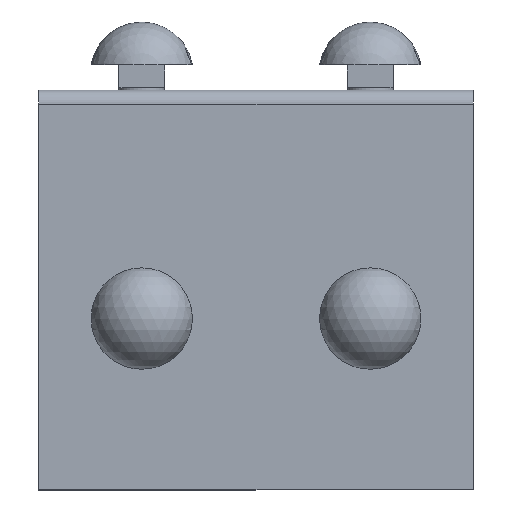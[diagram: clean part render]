
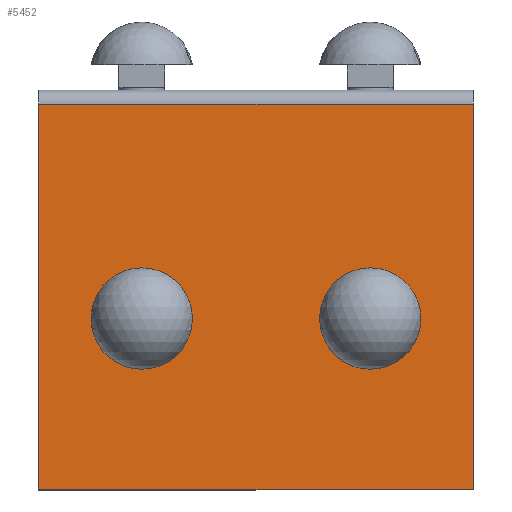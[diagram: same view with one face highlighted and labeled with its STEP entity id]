
A CAD part, top view. The second image highlights one B-rep face of the part: STEP entity #5452.
In plain terms, the highlighted face is planar.
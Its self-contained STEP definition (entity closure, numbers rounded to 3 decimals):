
#4785=CARTESIAN_POINT('',(40.001,0.,-15.75));
#4786=VERTEX_POINT('',#4785);
#4795=CARTESIAN_POINT('',(40.001,0.,-24.25));
#4796=VERTEX_POINT('',#4795);
#4797=CARTESIAN_POINT('',(40.001,0.,-20.));
#4798=DIRECTION('',(0.0,-1.0,0.0));
#4799=DIRECTION('',(0.0,0.0,1.0));
#4800=AXIS2_PLACEMENT_3D('',#4797,#4798,#4799);
#4801=CIRCLE('',#4800,4.25);
#4802=EDGE_CURVE('',#4796,#4786,#4801,.T.);
#4921=CARTESIAN_POINT('',(2.5,0.,-78.));
#4922=VERTEX_POINT('',#4921);
#4930=CARTESIAN_POINT('',(70.,0.,-78.0));
#4931=VERTEX_POINT('',#4930);
#4932=CARTESIAN_POINT('',(2.5,0.,-78.));
#4933=DIRECTION('',(1.0,0.0,0.0));
#4934=VECTOR('',#4933,67.5);
#4935=LINE('',#4932,#4934);
#4936=EDGE_CURVE('',#4922,#4931,#4935,.T.);
#5101=CARTESIAN_POINT('',(2.5,0.,-2.0));
#5102=VERTEX_POINT('',#5101);
#5255=CARTESIAN_POINT('',(70.,0.,-2.));
#5256=VERTEX_POINT('',#5255);
#5263=CARTESIAN_POINT('',(2.5,0.,-2.0));
#5264=DIRECTION('',(1.0,0.0,0.0));
#5265=VECTOR('',#5264,67.5);
#5266=LINE('',#5263,#5265);
#5267=EDGE_CURVE('',#5102,#5256,#5266,.T.);
#5332=CARTESIAN_POINT('',(40.001,0.,-20.));
#5333=DIRECTION('',(0.0,-1.0,0.0));
#5334=DIRECTION('',(0.0,0.0,1.0));
#5335=AXIS2_PLACEMENT_3D('',#5332,#5333,#5334);
#5336=CIRCLE('',#5335,4.25);
#5337=EDGE_CURVE('',#4786,#4796,#5336,.T.);
#5416=CARTESIAN_POINT('',(2.5,0.,-78.));
#5417=DIRECTION('',(0.0,0.0,1.0));
#5418=VECTOR('',#5417,76.);
#5419=LINE('',#5416,#5418);
#5420=EDGE_CURVE('',#4922,#5102,#5419,.T.);
#5432=CARTESIAN_POINT('',(2.5,0.,-78.));
#5433=DIRECTION('',(0.0,1.0,0.0));
#5434=DIRECTION('',(0.0,0.0,-1.0));
#5435=AXIS2_PLACEMENT_3D('',#5432,#5433,#5434);
#5436=PLANE('',#5435);
#5437=ORIENTED_EDGE('',*,*,#5267,.T.);
#5438=CARTESIAN_POINT('',(70.,0.,-78.0));
#5439=DIRECTION('',(0.0,0.0,1.0));
#5440=VECTOR('',#5439,76.);
#5441=LINE('',#5438,#5440);
#5442=EDGE_CURVE('',#4931,#5256,#5441,.T.);
#5443=ORIENTED_EDGE('',*,*,#5442,.F.);
#5444=ORIENTED_EDGE('',*,*,#4936,.F.);
#5445=ORIENTED_EDGE('',*,*,#5420,.T.);
#5446=EDGE_LOOP('',(#5437,#5443,#5444,#5445));
#5447=FACE_OUTER_BOUND('',#5446,.T.);
#5448=ORIENTED_EDGE('',*,*,#5337,.T.);
#5449=ORIENTED_EDGE('',*,*,#4802,.T.);
#5450=EDGE_LOOP('',(#5448,#5449));
#5451=FACE_BOUND('',#5450,.T.);
#5452=ADVANCED_FACE('',(#5447,#5451),#5436,.T.);
